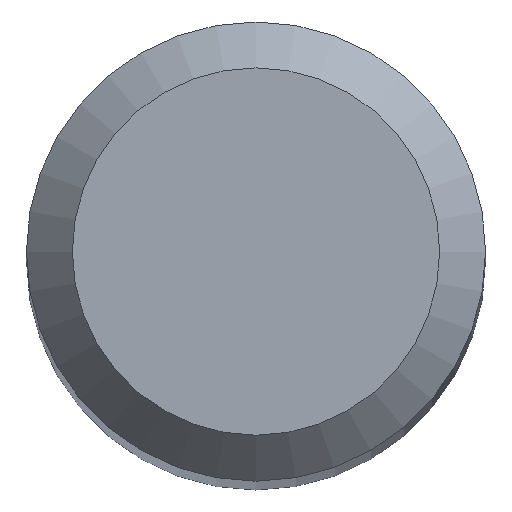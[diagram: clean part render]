
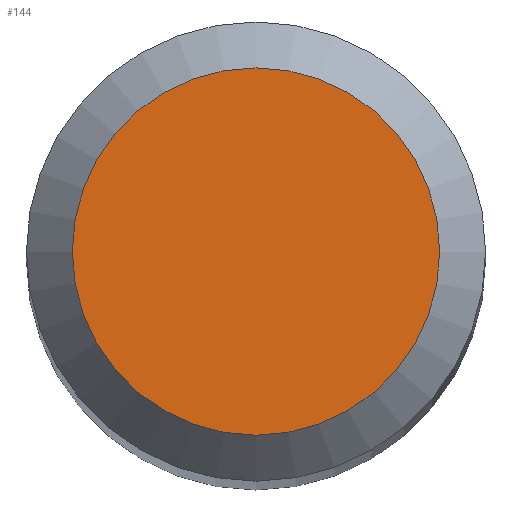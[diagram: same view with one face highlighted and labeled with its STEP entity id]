
A CAD part, top view. The second image highlights one B-rep face of the part: STEP entity #144.
In plain terms, the highlighted planar face has unit normal (0, 0, 1).
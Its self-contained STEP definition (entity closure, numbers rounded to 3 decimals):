
#4 = EDGE_CURVE ( 'NONE', #129, #129, #102, .T. ) ;
#43 = DIRECTION ( 'NONE',  ( 0., 1., 0. ) ) ;
#44 = AXIS2_PLACEMENT_3D ( 'NONE', #222, #212, #57 ) ;
#47 = CARTESIAN_POINT ( 'NONE',  ( 0., 0., 38. ) ) ;
#57 = DIRECTION ( 'NONE',  ( 0., 1., 0. ) ) ;
#85 = EDGE_LOOP ( 'NONE', ( #108 ) ) ;
#102 = CIRCLE ( 'NONE', #44, 1.2 ) ;
#108 = ORIENTED_EDGE ( 'NONE', *, *, #4, .F. ) ;
#129 = VERTEX_POINT ( 'NONE', #169 ) ;
#133 = PLANE ( 'NONE',  #176 ) ;
#144 = ADVANCED_FACE ( 'NONE', ( #205 ), #133, .F. ) ;
#169 = CARTESIAN_POINT ( 'NONE',  ( 0., 1.2, 38. ) ) ;
#176 = AXIS2_PLACEMENT_3D ( 'NONE', #47, #201, #43 ) ;
#201 = DIRECTION ( 'NONE',  ( 0., 0., -1. ) ) ;
#205 = FACE_OUTER_BOUND ( 'NONE', #85, .T. ) ;
#212 = DIRECTION ( 'NONE',  ( 0., 0., -1. ) ) ;
#222 = CARTESIAN_POINT ( 'NONE',  ( 0., 0., 38. ) ) ;
